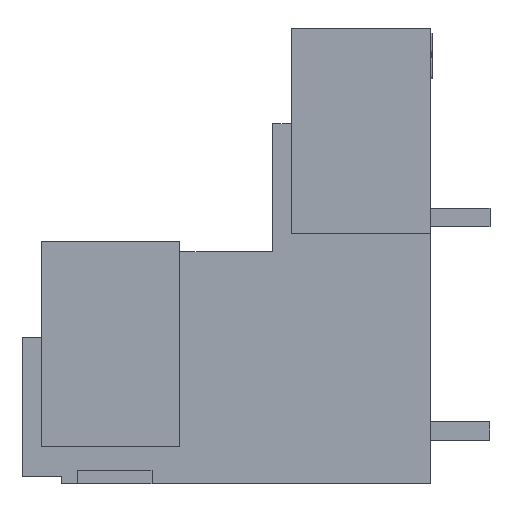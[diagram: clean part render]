
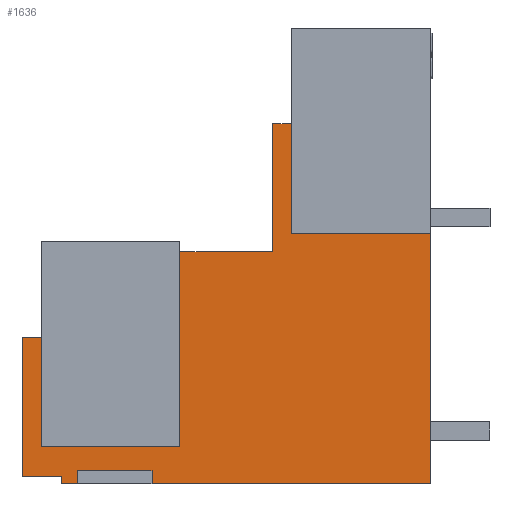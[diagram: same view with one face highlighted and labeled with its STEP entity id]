
A CAD part, left-side view. The second image highlights one B-rep face of the part: STEP entity #1636.
In plain terms, the highlighted planar face has unit normal (-1, 0, 0).
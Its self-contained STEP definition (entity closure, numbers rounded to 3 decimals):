
#1518=AXIS2_PLACEMENT_3D('Plane Axis2P3D',#1515,#1516,#1517) ;
#124=CARTESIAN_POINT('Vertex',(3.45,16.7,12.5)) ;
#127=CARTESIAN_POINT('Line Origine',(3.45,14.2,12.5)) ;
#131=CARTESIAN_POINT('Vertex',(3.45,11.7,12.5)) ;
#495=CARTESIAN_POINT('Line Origine',(3.45,24.175,4.95)) ;
#499=CARTESIAN_POINT('Vertex',(3.45,24.175,7.9)) ;
#501=CARTESIAN_POINT('Vertex',(3.45,24.175,2.)) ;
#1178=CARTESIAN_POINT('Line Origine',(3.45,20.438,2.)) ;
#1182=CARTESIAN_POINT('Vertex',(3.45,16.7,2.)) ;
#1254=CARTESIAN_POINT('Line Origine',(3.45,16.7,7.25)) ;
#1515=CARTESIAN_POINT('Axis2P3D Location',(3.45,3.2,0.4)) ;
#1520=CARTESIAN_POINT('Line Origine',(3.45,10.7,0.)) ;
#1524=CARTESIAN_POINT('Vertex',(3.45,18.2,0.)) ;
#1526=CARTESIAN_POINT('Vertex',(3.45,3.2,0.)) ;
#1529=CARTESIAN_POINT('Line Origine',(3.45,3.2,6.75)) ;
#1533=CARTESIAN_POINT('Vertex',(3.45,3.2,13.5)) ;
#1536=CARTESIAN_POINT('Line Origine',(3.45,6.95,13.5)) ;
#1540=CARTESIAN_POINT('Vertex',(3.45,10.7,13.5)) ;
#1543=CARTESIAN_POINT('Line Origine',(3.45,10.7,16.45)) ;
#1547=CARTESIAN_POINT('Vertex',(3.45,10.7,19.4)) ;
#1550=CARTESIAN_POINT('Line Origine',(3.45,11.2,19.4)) ;
#1554=CARTESIAN_POINT('Vertex',(3.45,11.7,19.4)) ;
#1557=CARTESIAN_POINT('Line Origine',(3.45,11.7,15.95)) ;
#1562=CARTESIAN_POINT('Line Origine',(3.45,24.687,7.9)) ;
#1566=CARTESIAN_POINT('Vertex',(3.45,25.2,7.9)) ;
#1569=CARTESIAN_POINT('Line Origine',(3.45,25.2,4.15)) ;
#1573=CARTESIAN_POINT('Vertex',(3.45,25.2,0.4)) ;
#1576=CARTESIAN_POINT('Line Origine',(3.45,24.145,0.4)) ;
#1580=CARTESIAN_POINT('Vertex',(3.45,23.09,0.4)) ;
#1583=CARTESIAN_POINT('Line Origine',(3.45,23.09,0.2)) ;
#1587=CARTESIAN_POINT('Vertex',(3.45,23.09,0.)) ;
#1590=CARTESIAN_POINT('Line Origine',(3.45,22.645,0.)) ;
#1594=CARTESIAN_POINT('Vertex',(3.45,22.2,0.)) ;
#1597=CARTESIAN_POINT('Line Origine',(3.45,22.2,0.35)) ;
#1601=CARTESIAN_POINT('Vertex',(3.45,22.2,0.7)) ;
#1604=CARTESIAN_POINT('Line Origine',(3.45,20.2,0.7)) ;
#1608=CARTESIAN_POINT('Vertex',(3.45,18.2,0.7)) ;
#1611=CARTESIAN_POINT('Line Origine',(3.45,18.2,0.35)) ;
#128=DIRECTION('Vector Direction',(0.,1.,0.)) ;
#496=DIRECTION('Vector Direction',(0.,0.,-1.)) ;
#1179=DIRECTION('Vector Direction',(0.,-1.,0.)) ;
#1255=DIRECTION('Vector Direction',(0.,0.,-1.)) ;
#1516=DIRECTION('Axis2P3D Direction',(-1.,0.,0.)) ;
#1517=DIRECTION('Axis2P3D XDirection',(0.,0.,-1.)) ;
#1521=DIRECTION('Vector Direction',(0.,-1.,0.)) ;
#1530=DIRECTION('Vector Direction',(0.,0.,1.)) ;
#1537=DIRECTION('Vector Direction',(0.,-1.,0.)) ;
#1544=DIRECTION('Vector Direction',(0.,0.,-1.)) ;
#1551=DIRECTION('Vector Direction',(0.,1.,0.)) ;
#1558=DIRECTION('Vector Direction',(0.,0.,-1.)) ;
#1563=DIRECTION('Vector Direction',(0.,1.,0.)) ;
#1570=DIRECTION('Vector Direction',(0.,0.,-1.)) ;
#1577=DIRECTION('Vector Direction',(0.,-1.,0.)) ;
#1584=DIRECTION('Vector Direction',(0.,0.,-1.)) ;
#1591=DIRECTION('Vector Direction',(0.,-1.,0.)) ;
#1598=DIRECTION('Vector Direction',(0.,0.,1.)) ;
#1605=DIRECTION('Vector Direction',(0.,-1.,0.)) ;
#1612=DIRECTION('Vector Direction',(0.,0.,1.)) ;
#129=VECTOR('Line Direction',#128,1.) ;
#497=VECTOR('Line Direction',#496,1.) ;
#1180=VECTOR('Line Direction',#1179,1.) ;
#1256=VECTOR('Line Direction',#1255,1.) ;
#1522=VECTOR('Line Direction',#1521,1.) ;
#1531=VECTOR('Line Direction',#1530,1.) ;
#1538=VECTOR('Line Direction',#1537,1.) ;
#1545=VECTOR('Line Direction',#1544,1.) ;
#1552=VECTOR('Line Direction',#1551,1.) ;
#1559=VECTOR('Line Direction',#1558,1.) ;
#1564=VECTOR('Line Direction',#1563,1.) ;
#1571=VECTOR('Line Direction',#1570,1.) ;
#1578=VECTOR('Line Direction',#1577,1.) ;
#1585=VECTOR('Line Direction',#1584,1.) ;
#1592=VECTOR('Line Direction',#1591,1.) ;
#1599=VECTOR('Line Direction',#1598,1.) ;
#1606=VECTOR('Line Direction',#1605,1.) ;
#1613=VECTOR('Line Direction',#1612,1.) ;
#1617=ORIENTED_EDGE('',*,*,#1528,.T.) ;
#1618=ORIENTED_EDGE('',*,*,#1535,.T.) ;
#1619=ORIENTED_EDGE('',*,*,#1542,.F.) ;
#1620=ORIENTED_EDGE('',*,*,#1549,.F.) ;
#1621=ORIENTED_EDGE('',*,*,#1556,.T.) ;
#1622=ORIENTED_EDGE('',*,*,#1561,.T.) ;
#1623=ORIENTED_EDGE('',*,*,#133,.T.) ;
#1624=ORIENTED_EDGE('',*,*,#1258,.T.) ;
#1625=ORIENTED_EDGE('',*,*,#1184,.F.) ;
#1626=ORIENTED_EDGE('',*,*,#503,.F.) ;
#1627=ORIENTED_EDGE('',*,*,#1568,.T.) ;
#1628=ORIENTED_EDGE('',*,*,#1575,.T.) ;
#1629=ORIENTED_EDGE('',*,*,#1582,.T.) ;
#1630=ORIENTED_EDGE('',*,*,#1589,.T.) ;
#1631=ORIENTED_EDGE('',*,*,#1596,.T.) ;
#1632=ORIENTED_EDGE('',*,*,#1603,.T.) ;
#1633=ORIENTED_EDGE('',*,*,#1610,.T.) ;
#1634=ORIENTED_EDGE('',*,*,#1615,.F.) ;
#1636=ADVANCED_FACE('HOUSING',(#1635),#1519,.T.) ;
#133=EDGE_CURVE('',#132,#125,#130,.T.) ;
#503=EDGE_CURVE('',#500,#502,#498,.T.) ;
#1184=EDGE_CURVE('',#502,#1183,#1181,.T.) ;
#1258=EDGE_CURVE('',#125,#1183,#1257,.T.) ;
#1528=EDGE_CURVE('',#1525,#1527,#1523,.T.) ;
#1535=EDGE_CURVE('',#1527,#1534,#1532,.T.) ;
#1542=EDGE_CURVE('',#1541,#1534,#1539,.T.) ;
#1549=EDGE_CURVE('',#1548,#1541,#1546,.T.) ;
#1556=EDGE_CURVE('',#1548,#1555,#1553,.T.) ;
#1561=EDGE_CURVE('',#1555,#132,#1560,.T.) ;
#1568=EDGE_CURVE('',#500,#1567,#1565,.T.) ;
#1575=EDGE_CURVE('',#1567,#1574,#1572,.T.) ;
#1582=EDGE_CURVE('',#1574,#1581,#1579,.T.) ;
#1589=EDGE_CURVE('',#1581,#1588,#1586,.T.) ;
#1596=EDGE_CURVE('',#1588,#1595,#1593,.T.) ;
#1603=EDGE_CURVE('',#1595,#1602,#1600,.T.) ;
#1610=EDGE_CURVE('',#1602,#1609,#1607,.T.) ;
#1615=EDGE_CURVE('',#1525,#1609,#1614,.T.) ;
#1616=EDGE_LOOP('',(#1617,#1618,#1619,#1620,#1621,#1622,#1623,#1624,#1625,#1626,#1627,#1628,#1629,#1630,#1631,#1632,#1633,#1634)) ;
#1635=FACE_OUTER_BOUND('',#1616,.T.) ;
#130=LINE('Line',#127,#129) ;
#498=LINE('Line',#495,#497) ;
#1181=LINE('Line',#1178,#1180) ;
#1257=LINE('Line',#1254,#1256) ;
#1523=LINE('Line',#1520,#1522) ;
#1532=LINE('Line',#1529,#1531) ;
#1539=LINE('Line',#1536,#1538) ;
#1546=LINE('Line',#1543,#1545) ;
#1553=LINE('Line',#1550,#1552) ;
#1560=LINE('Line',#1557,#1559) ;
#1565=LINE('Line',#1562,#1564) ;
#1572=LINE('Line',#1569,#1571) ;
#1579=LINE('Line',#1576,#1578) ;
#1586=LINE('Line',#1583,#1585) ;
#1593=LINE('Line',#1590,#1592) ;
#1600=LINE('Line',#1597,#1599) ;
#1607=LINE('Line',#1604,#1606) ;
#1614=LINE('Line',#1611,#1613) ;
#1519=PLANE('',#1518) ;
#125=VERTEX_POINT('',#124) ;
#132=VERTEX_POINT('',#131) ;
#500=VERTEX_POINT('',#499) ;
#502=VERTEX_POINT('',#501) ;
#1183=VERTEX_POINT('',#1182) ;
#1525=VERTEX_POINT('',#1524) ;
#1527=VERTEX_POINT('',#1526) ;
#1534=VERTEX_POINT('',#1533) ;
#1541=VERTEX_POINT('',#1540) ;
#1548=VERTEX_POINT('',#1547) ;
#1555=VERTEX_POINT('',#1554) ;
#1567=VERTEX_POINT('',#1566) ;
#1574=VERTEX_POINT('',#1573) ;
#1581=VERTEX_POINT('',#1580) ;
#1588=VERTEX_POINT('',#1587) ;
#1595=VERTEX_POINT('',#1594) ;
#1602=VERTEX_POINT('',#1601) ;
#1609=VERTEX_POINT('',#1608) ;
